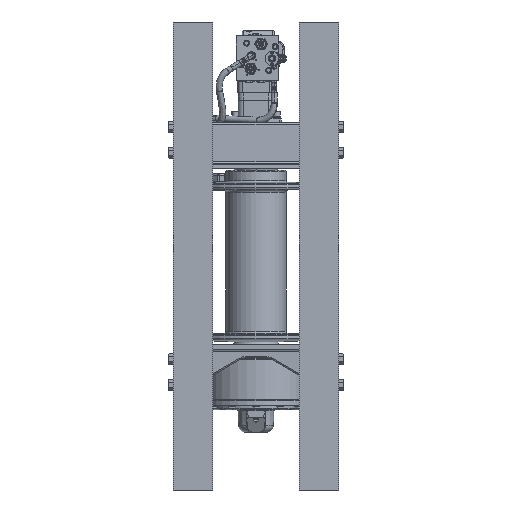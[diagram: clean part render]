
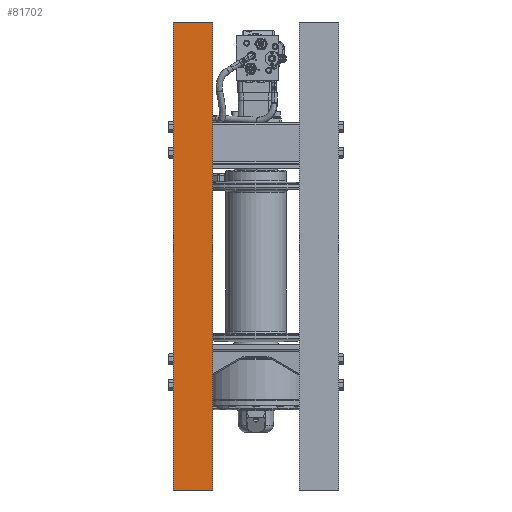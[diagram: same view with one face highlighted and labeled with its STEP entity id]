
A CAD part, front view. The second image highlights one B-rep face of the part: STEP entity #81702.
In plain terms, the highlighted planar face has unit normal (0, -1, 0).
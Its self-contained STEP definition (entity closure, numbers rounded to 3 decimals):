
#81149=DIRECTION('',(0.,0.,1.));
#81150=VECTOR('',#81149,47.5);
#81151=CARTESIAN_POINT('',(-8.375,-9.625,-34.219));
#81152=LINE('',#81151,#81150);
#81289=DIRECTION('',(0.,0.,1.));
#81290=VECTOR('',#81289,47.5);
#81291=CARTESIAN_POINT('',(-4.375,-9.625,-34.219));
#81292=LINE('',#81291,#81290);
#81293=DIRECTION('',(-1.,0.,0.));
#81294=VECTOR('',#81293,4.);
#81295=CARTESIAN_POINT('',(-4.375,-9.625,13.281));
#81296=LINE('',#81295,#81294);
#81445=DIRECTION('',(-1.,0.,0.));
#81446=VECTOR('',#81445,4.);
#81447=CARTESIAN_POINT('',(-4.375,-9.625,-34.219));
#81448=LINE('',#81447,#81446);
#81539=CARTESIAN_POINT('',(-8.375,-9.625,-34.219));
#81540=CARTESIAN_POINT('',(-8.375,-9.625,13.281));
#81541=VERTEX_POINT('',#81539);
#81542=VERTEX_POINT('',#81540);
#81551=CARTESIAN_POINT('',(-4.375,-9.625,-34.219));
#81552=CARTESIAN_POINT('',(-4.375,-9.625,13.281));
#81553=VERTEX_POINT('',#81551);
#81554=VERTEX_POINT('',#81552);
#81688=CARTESIAN_POINT('',(-8.375,-9.625,13.281));
#81689=DIRECTION('',(0.,1.,0.));
#81690=DIRECTION('',(0.,0.,1.));
#81691=AXIS2_PLACEMENT_3D('',#81688,#81689,#81690);
#81692=PLANE('',#81691);
#81694=ORIENTED_EDGE('',*,*,#81693,.F.);
#81696=ORIENTED_EDGE('',*,*,#81695,.T.);
#81697=ORIENTED_EDGE('',*,*,#81636,.T.);
#81699=ORIENTED_EDGE('',*,*,#81698,.F.);
#81700=EDGE_LOOP('',(#81694,#81696,#81697,#81699));
#81701=FACE_OUTER_BOUND('',#81700,.F.);
#81636=EDGE_CURVE('',#81541,#81542,#81152,.T.);
#81693=EDGE_CURVE('',#81553,#81554,#81292,.T.);
#81695=EDGE_CURVE('',#81553,#81541,#81448,.T.);
#81698=EDGE_CURVE('',#81554,#81542,#81296,.T.);
#81702=ADVANCED_FACE('',(#81701),#81692,.F.);
